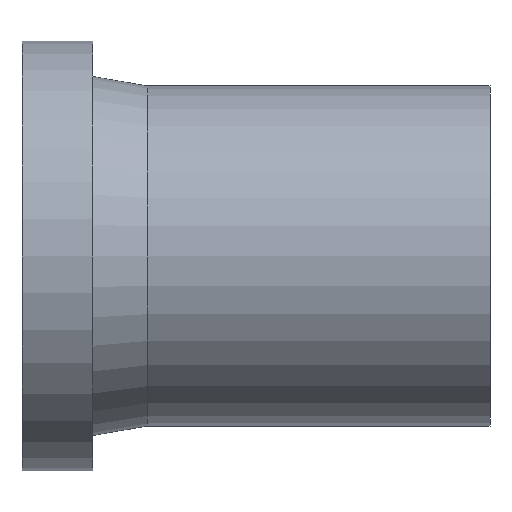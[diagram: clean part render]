
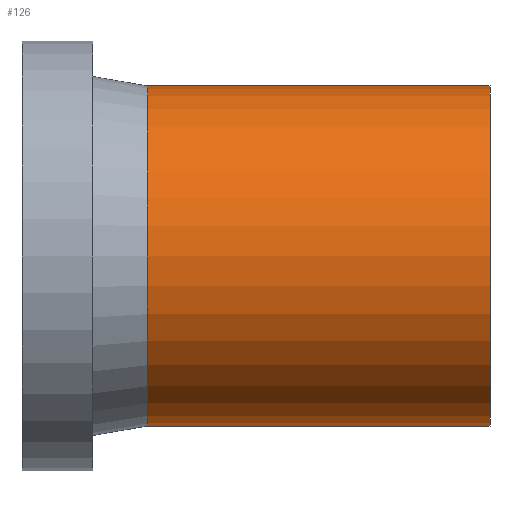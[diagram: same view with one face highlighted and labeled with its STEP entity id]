
A CAD part, front view. The second image highlights one B-rep face of the part: STEP entity #126.
In plain terms, the highlighted cylindrical face has radius 62.5 mm (diameter 125 mm), a full revolution.
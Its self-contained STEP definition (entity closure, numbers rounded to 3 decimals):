
#77=CARTESIAN_POINT('',(46.,62.5,0.));
#78=VERTEX_POINT('',#77);
#79=CARTESIAN_POINT('',(46.,0.,0.));
#80=DIRECTION('',(1.,0.,0.));
#81=DIRECTION('',(0.,1.,0.));
#82=AXIS2_PLACEMENT_3D('',#79,#80,#81);
#83=CIRCLE('',#82,62.5);
#84=EDGE_CURVE('',#78,#78,#83,.T.);
#102=CARTESIAN_POINT('',(172.,62.5,0.));
#103=VERTEX_POINT('',#102);
#104=CARTESIAN_POINT('',(172.,0.,0.));
#105=DIRECTION('',(1.,0.,0.));
#106=DIRECTION('',(0.,1.,0.));
#107=AXIS2_PLACEMENT_3D('',#104,#105,#106);
#108=CIRCLE('',#107,62.5);
#109=EDGE_CURVE('',#103,#103,#108,.T.);
#110=ORIENTED_EDGE('',*,*,#109,.F.);
#111=CARTESIAN_POINT('',(109.,62.5,0.));
#112=DIRECTION('',(1.,0.,0.));
#113=VECTOR('',#112,62.5);
#114=LINE('',#111,#113);
#115=EDGE_CURVE('',#78,#103,#114,.T.);
#116=ORIENTED_EDGE('',*,*,#115,.F.);
#117=ORIENTED_EDGE('',*,*,#84,.T.);
#118=ORIENTED_EDGE('',*,*,#115,.T.);
#119=EDGE_LOOP('',(#110,#116,#117,#118));
#120=FACE_OUTER_BOUND('',#119,.T.);
#121=CARTESIAN_POINT('',(109.,0.,0.));
#122=DIRECTION('',(1.,0.,0.));
#123=DIRECTION('',(0.,1.,0.));
#124=AXIS2_PLACEMENT_3D('',#121,#122,#123);
#125=CYLINDRICAL_SURFACE('',#124,62.5);
#126=ADVANCED_FACE('',(#120),#125,.T.);
